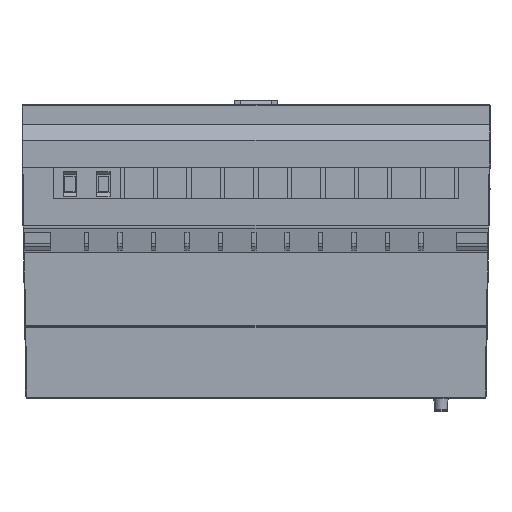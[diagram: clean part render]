
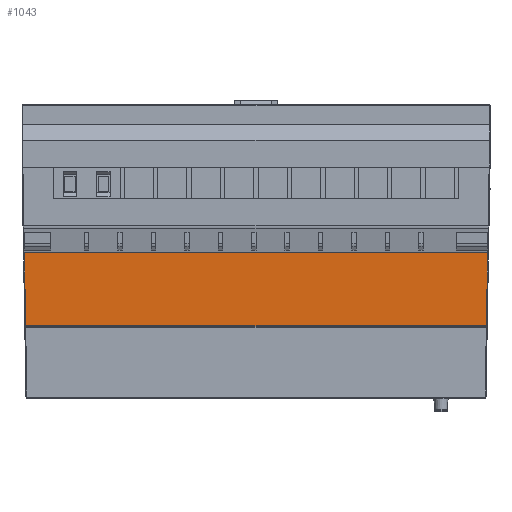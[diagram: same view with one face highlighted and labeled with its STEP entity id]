
A CAD part, top view. The second image highlights one B-rep face of the part: STEP entity #1043.
In plain terms, the highlighted planar face has unit normal (0, -0.018, 1).
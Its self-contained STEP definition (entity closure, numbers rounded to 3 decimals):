
#1043=ADVANCED_FACE('',(#5578),#5580,.T.);
#5578=FACE_BOUND('',#5579,.T.);
#5579=EDGE_LOOP('',(#15583,#15584,#15585,#15586));
#5580=PLANE('',#5581);
#5581=AXIS2_PLACEMENT_3D('',#5582,#5583,#5584);
#5582=CARTESIAN_POINT('',(52.5,174.532,37.596));
#5583=DIRECTION('',(0.,-0.017,1.));
#5584=DIRECTION('',(-1.,0.,0.));
#15583=ORIENTED_EDGE('',*,*,#22731,.T.);
#15584=ORIENTED_EDGE('',*,*,#22732,.F.);
#15585=ORIENTED_EDGE('',*,*,#22476,.F.);
#15586=ORIENTED_EDGE('',*,*,#22705,.T.);
#22476=EDGE_CURVE('',#26097,#26099,#26100,.T.);
#22705=EDGE_CURVE('',#26097,#26538,#26540,.T.);
#22731=EDGE_CURVE('',#26538,#26580,#26581,.T.);
#22732=EDGE_CURVE('',#26099,#26580,#26582,.T.);
#26097=VERTEX_POINT('',#32414);
#26099=VERTEX_POINT('',#32419);
#26100=LINE('',#32420,#32421);
#26538=VERTEX_POINT('',#33486);
#26540=LINE('',#33491,#33492);
#26580=VERTEX_POINT('',#33585);
#26581=LINE('',#33586,#33587);
#26582=LINE('',#33589,#33590);
#32414=CARTESIAN_POINT('',(-51.966,6.715,34.666));
#32419=CARTESIAN_POINT('',(51.966,6.715,34.666));
#32420=CARTESIAN_POINT('',(-51.966,6.715,34.666));
#32421=VECTOR('',#32422,1.);
#32422=DIRECTION('',(1.,0.,0.));
#33486=CARTESIAN_POINT('',(-51.681,-9.618,34.381));
#33491=CARTESIAN_POINT('',(-51.966,6.715,34.666));
#33492=VECTOR('',#33493,1.);
#33493=DIRECTION('',(0.017,-1.,-0.017));
#33585=CARTESIAN_POINT('',(51.681,-9.618,34.381));
#33586=CARTESIAN_POINT('',(-51.681,-9.618,34.381));
#33587=VECTOR('',#33588,1.);
#33588=DIRECTION('',(1.,0.,0.));
#33589=CARTESIAN_POINT('',(51.966,6.715,34.666));
#33590=VECTOR('',#33591,1.);
#33591=DIRECTION('',(-0.017,-1.,-0.017));
